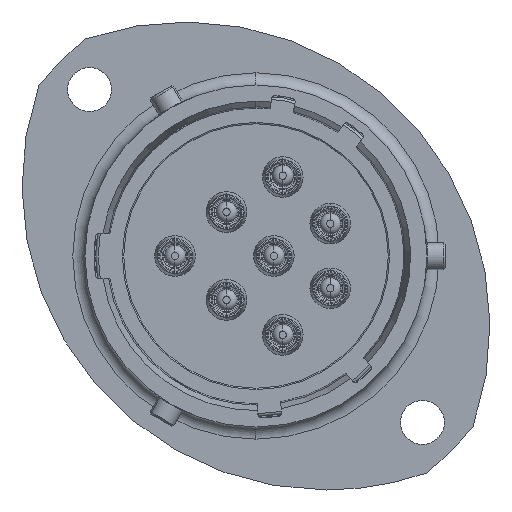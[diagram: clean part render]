
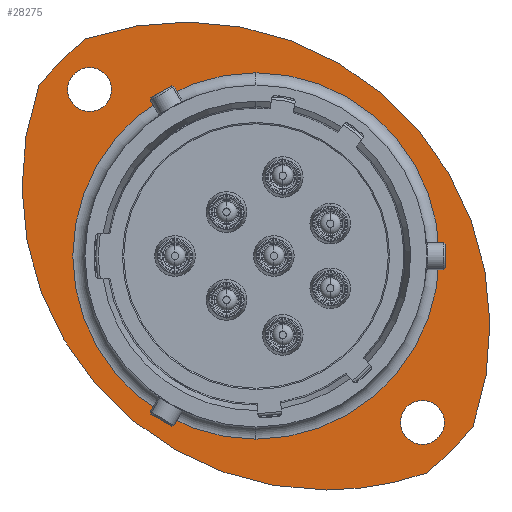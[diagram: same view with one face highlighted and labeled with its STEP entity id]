
A CAD part, left-side view. The second image highlights one B-rep face of the part: STEP entity #28275.
In plain terms, the highlighted planar face has unit normal (-1, 0, 0).
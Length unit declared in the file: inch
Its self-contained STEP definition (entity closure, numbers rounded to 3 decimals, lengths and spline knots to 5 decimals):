
#293 = EDGE_LOOP ( 'NONE', ( #774, #775 ) ) ;
#306 = EDGE_LOOP ( 'NONE', ( #776, #777 ) ) ;
#336 = EDGE_LOOP ( 'NONE', ( #772, #773 ) ) ;
#410 = EDGE_LOOP ( 'NONE', ( #778, #779, #780, #781, #782 ) ) ;
#772 = ORIENTED_EDGE ( 'NONE', *, *, #1467, .F. ) ;
#773 = ORIENTED_EDGE ( 'NONE', *, *, #27294, .F. ) ;
#774 = ORIENTED_EDGE ( 'NONE', *, *, #27293, .T. ) ;
#775 = ORIENTED_EDGE ( 'NONE', *, *, #1451, .T. ) ;
#776 = ORIENTED_EDGE ( 'NONE', *, *, #1459, .F. ) ;
#777 = ORIENTED_EDGE ( 'NONE', *, *, #27292, .F. ) ;
#778 = ORIENTED_EDGE ( 'NONE', *, *, #27291, .T. ) ;
#779 = ORIENTED_EDGE ( 'NONE', *, *, #1463, .T. ) ;
#780 = ORIENTED_EDGE ( 'NONE', *, *, #27290, .T. ) ;
#781 = ORIENTED_EDGE ( 'NONE', *, *, #27289, .T. ) ;
#782 = ORIENTED_EDGE ( 'NONE', *, *, #27288, .T. ) ;
#1451 = EDGE_CURVE ( 'NONE', #27603, #27878, #5106, .T. ) ;
#1459 = EDGE_CURVE ( 'NONE', #27510, #27595, #5123, .T. ) ;
#1463 = EDGE_CURVE ( 'NONE', #27894, #27892, #5127, .T. ) ;
#1467 = EDGE_CURVE ( 'NONE', #27513, #27890, #5135, .T. ) ;
#5106 = CIRCLE ( 'NONE', #5111, 0.53327 ) ;
#5111 = AXIS2_PLACEMENT_3D ( 'NONE', #5694, #5695, #5696 ) ;
#5123 = CIRCLE ( 'NONE', #5125, 0.06398 ) ;
#5125 = AXIS2_PLACEMENT_3D ( 'NONE', #5719, #5720, #5721 ) ;
#5127 = CIRCLE ( 'NONE', #5131, 0.88583 ) ;
#5131 = AXIS2_PLACEMENT_3D ( 'NONE', #5731, #5732, #5733 ) ;
#5135 = CIRCLE ( 'NONE', #5137, 0.06398 ) ;
#5137 = AXIS2_PLACEMENT_3D ( 'NONE', #5742, #5743, #5744 ) ;
#5694 = CARTESIAN_POINT ( 'NONE',  ( -0.07505, 0.04905, -0.00779 ) ) ;
#5695 = DIRECTION ( 'NONE',  ( 1., 0., 0. ) ) ;
#5696 = DIRECTION ( 'NONE',  ( 0., 0., -1. ) ) ;
#5719 = CARTESIAN_POINT ( 'NONE',  ( -0.07505, 0.53344, 0.4766 ) ) ;
#5720 = DIRECTION ( 'NONE',  ( -1., 0., 0. ) ) ;
#5721 = DIRECTION ( 'NONE',  ( 0., 0., -1. ) ) ;
#5731 = CARTESIAN_POINT ( 'NONE',  ( -0.07505, -0.15557, 0.19682 ) ) ;
#5732 = DIRECTION ( 'NONE',  ( -1., 0., 0. ) ) ;
#5733 = DIRECTION ( 'NONE',  ( 0., 0., -1. ) ) ;
#5742 = CARTESIAN_POINT ( 'NONE',  ( -0.07505, -0.43535, -0.49219 ) ) ;
#5743 = DIRECTION ( 'NONE',  ( -1., 0., 0. ) ) ;
#5744 = DIRECTION ( 'NONE',  ( 0., 0., -1. ) ) ;
#16675 = CIRCLE ( 'NONE', #16680, 0.80315 ) ;
#16679 = CIRCLE ( 'NONE', #16682, 0.88583 ) ;
#16680 = AXIS2_PLACEMENT_3D ( 'NONE', #17487, #17488, #17489 ) ;
#16681 = CIRCLE ( 'NONE', #16684, 0.80315 ) ;
#16682 = AXIS2_PLACEMENT_3D ( 'NONE', #17490, #17491, #17492 ) ;
#16683 = CIRCLE ( 'NONE', #16686, 0.88583 ) ;
#16684 = AXIS2_PLACEMENT_3D ( 'NONE', #17493, #17494, #17495 ) ;
#16685 = CIRCLE ( 'NONE', #16688, 0.06398 ) ;
#16686 = AXIS2_PLACEMENT_3D ( 'NONE', #17496, #17497, #17498 ) ;
#16687 = CIRCLE ( 'NONE', #16690, 0.53327 ) ;
#16688 = AXIS2_PLACEMENT_3D ( 'NONE', #17499, #17500, #17501 ) ;
#16689 = CIRCLE ( 'NONE', #16692, 0.06398 ) ;
#16690 = AXIS2_PLACEMENT_3D ( 'NONE', #17504, #17505, #17506 ) ;
#16692 = AXIS2_PLACEMENT_3D ( 'NONE', #17509, #17510, #17511 ) ;
#17487 = CARTESIAN_POINT ( 'NONE',  ( -0.07505, 0.04905, -0.00779 ) ) ;
#17488 = DIRECTION ( 'NONE',  ( -1., 0., 0. ) ) ;
#17489 = DIRECTION ( 'NONE',  ( 0., 0., 1. ) ) ;
#17490 = CARTESIAN_POINT ( 'NONE',  ( -0.07505, 0.25366, -0.21241 ) ) ;
#17491 = DIRECTION ( 'NONE',  ( -1., 0., 0. ) ) ;
#17492 = DIRECTION ( 'NONE',  ( 0., 0., -1. ) ) ;
#17493 = CARTESIAN_POINT ( 'NONE',  ( -0.07505, 0.04905, -0.00779 ) ) ;
#17494 = DIRECTION ( 'NONE',  ( -1., 0., 0. ) ) ;
#17495 = DIRECTION ( 'NONE',  ( 0., 0., 1. ) ) ;
#17496 = CARTESIAN_POINT ( 'NONE',  ( -0.07505, -0.15557, 0.19682 ) ) ;
#17497 = DIRECTION ( 'NONE',  ( -1., 0., 0. ) ) ;
#17498 = DIRECTION ( 'NONE',  ( 0., 0., -1. ) ) ;
#17499 = CARTESIAN_POINT ( 'NONE',  ( -0.07505, 0.53344, 0.4766 ) ) ;
#17500 = DIRECTION ( 'NONE',  ( -1., 0., 0. ) ) ;
#17501 = DIRECTION ( 'NONE',  ( 0., 0., -1. ) ) ;
#17504 = CARTESIAN_POINT ( 'NONE',  ( -0.07505, 0.04905, -0.00779 ) ) ;
#17505 = DIRECTION ( 'NONE',  ( 1., 0., 0. ) ) ;
#17506 = DIRECTION ( 'NONE',  ( 0., 0., -1. ) ) ;
#17509 = CARTESIAN_POINT ( 'NONE',  ( -0.07505, -0.43535, -0.49219 ) ) ;
#17510 = DIRECTION ( 'NONE',  ( -1., 0., 0. ) ) ;
#17511 = DIRECTION ( 'NONE',  ( 0., 0., -1. ) ) ;
#18465 = CARTESIAN_POINT ( 'NONE',  ( -0.07505, -0.43535, -0.55617 ) ) ;
#18467 = CARTESIAN_POINT ( 'NONE',  ( -0.07505, 0.53344, 0.41263 ) ) ;
#18476 = CARTESIAN_POINT ( 'NONE',  ( -0.07505, 0.54453, 0.6243 ) ) ;
#18479 = CARTESIAN_POINT ( 'NONE',  ( -0.07505, -0.58305, -0.50328 ) ) ;
#18549 = CARTESIAN_POINT ( 'NONE',  ( -0.07505, 0.53344, 0.54058 ) ) ;
#18557 = CARTESIAN_POINT ( 'NONE',  ( -0.07505, 0.04905, 0.52547 ) ) ;
#19417 = AXIS2_PLACEMENT_3D ( 'NONE', #21517, #21518, #21519 ) ;
#19615 = CARTESIAN_POINT ( 'NONE',  ( -0.07505, 0.68114, 0.48769 ) ) ;
#19623 = CARTESIAN_POINT ( 'NONE',  ( -0.07505, 0.04905, -0.54106 ) ) ;
#19635 = CARTESIAN_POINT ( 'NONE',  ( -0.07505, -0.43535, -0.42821 ) ) ;
#19637 = CARTESIAN_POINT ( 'NONE',  ( -0.07505, -0.44644, -0.63989 ) ) ;
#19639 = CARTESIAN_POINT ( 'NONE',  ( -0.07505, -0.15557, -0.68901 ) ) ;
#21500 = PLANE ( 'NONE',  #19417 ) ;
#21501 = FACE_BOUND ( 'NONE', #336, .T. ) ;
#21503 = FACE_BOUND ( 'NONE', #293, .T. ) ;
#21505 = FACE_BOUND ( 'NONE', #306, .T. ) ;
#21507 = FACE_OUTER_BOUND ( 'NONE', #410, .T. ) ;
#21517 = CARTESIAN_POINT ( 'NONE',  ( -0.07505, 0.54688, -0.00779 ) ) ;
#21518 = DIRECTION ( 'NONE',  ( 1., 0., 0. ) ) ;
#21519 = DIRECTION ( 'NONE',  ( 0., 0., -1. ) ) ;
#27288 = EDGE_CURVE ( 'NONE', #27522, #27870, #16675, .T. ) ;
#27289 = EDGE_CURVE ( 'NONE', #27525, #27522, #16679, .T. ) ;
#27290 = EDGE_CURVE ( 'NONE', #27892, #27525, #16681, .T. ) ;
#27291 = EDGE_CURVE ( 'NONE', #27870, #27894, #16683, .T. ) ;
#27292 = EDGE_CURVE ( 'NONE', #27595, #27510, #16685, .T. ) ;
#27293 = EDGE_CURVE ( 'NONE', #27878, #27603, #16687, .T. ) ;
#27294 = EDGE_CURVE ( 'NONE', #27890, #27513, #16689, .T. ) ;
#27510 = VERTEX_POINT ( 'NONE', #18467 ) ;
#27513 = VERTEX_POINT ( 'NONE', #18465 ) ;
#27522 = VERTEX_POINT ( 'NONE', #18476 ) ;
#27525 = VERTEX_POINT ( 'NONE', #18479 ) ;
#27595 = VERTEX_POINT ( 'NONE', #18549 ) ;
#27603 = VERTEX_POINT ( 'NONE', #18557 ) ;
#27870 = VERTEX_POINT ( 'NONE', #19615 ) ;
#27878 = VERTEX_POINT ( 'NONE', #19623 ) ;
#27890 = VERTEX_POINT ( 'NONE', #19635 ) ;
#27892 = VERTEX_POINT ( 'NONE', #19637 ) ;
#27894 = VERTEX_POINT ( 'NONE', #19639 ) ;
#28275 = ADVANCED_FACE ( 'NONE', ( #21501, #21503, #21505, #21507 ), #21500, .F. ) ;
